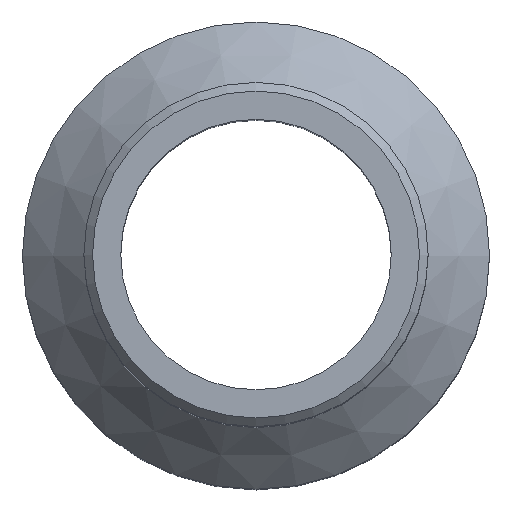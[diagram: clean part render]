
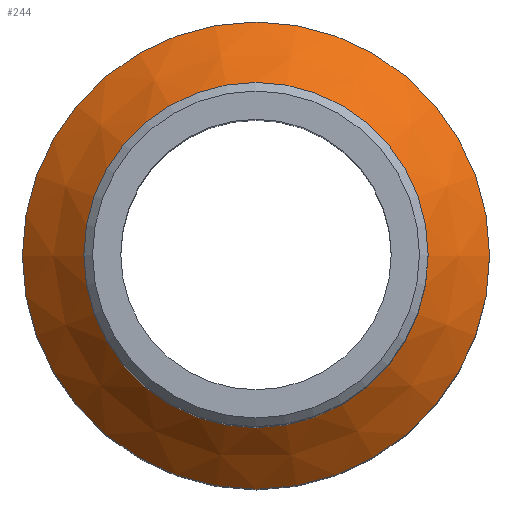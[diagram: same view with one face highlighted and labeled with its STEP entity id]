
A CAD part, top view. The second image highlights one B-rep face of the part: STEP entity #244.
In plain terms, the highlighted conical face has half-angle 45 degrees and reference radius 9.5 mm.
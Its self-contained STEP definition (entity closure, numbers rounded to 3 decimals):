
#24=CONICAL_SURFACE('',#293,9.5,0.785);
#63=ORIENTED_EDGE('',*,*,#92,.T.);
#64=ORIENTED_EDGE('',*,*,#91,.F.);
#91=EDGE_CURVE('',#112,#112,#133,.T.);
#92=EDGE_CURVE('',#113,#113,#134,.T.);
#112=VERTEX_POINT('',#436);
#113=VERTEX_POINT('',#439);
#133=CIRCLE('',#292,9.5);
#134=CIRCLE('',#294,7.);
#168=EDGE_LOOP('',(#63));
#169=EDGE_LOOP('',(#64));
#210=FACE_BOUND('',#168,.T.);
#211=FACE_BOUND('',#169,.T.);
#244=ADVANCED_FACE('',(#210,#211),#24,.T.);
#292=AXIS2_PLACEMENT_3D('',#435,#364,#365);
#293=AXIS2_PLACEMENT_3D('',#437,#366,#367);
#294=AXIS2_PLACEMENT_3D('',#438,#368,#369);
#364=DIRECTION('',(0.,0.,-1.));
#365=DIRECTION('',(-1.,0.,0.));
#366=DIRECTION('',(0.,0.,-1.));
#367=DIRECTION('',(-1.,0.,0.));
#368=DIRECTION('',(0.,0.,-1.));
#369=DIRECTION('',(-1.,0.,0.));
#435=CARTESIAN_POINT('',(0.,0.,17.9));
#436=CARTESIAN_POINT('',(-9.5,0.,17.9));
#437=CARTESIAN_POINT('',(0.,0.,17.9));
#438=CARTESIAN_POINT('',(0.,0.,20.4));
#439=CARTESIAN_POINT('',(-7.,0.,20.4));
